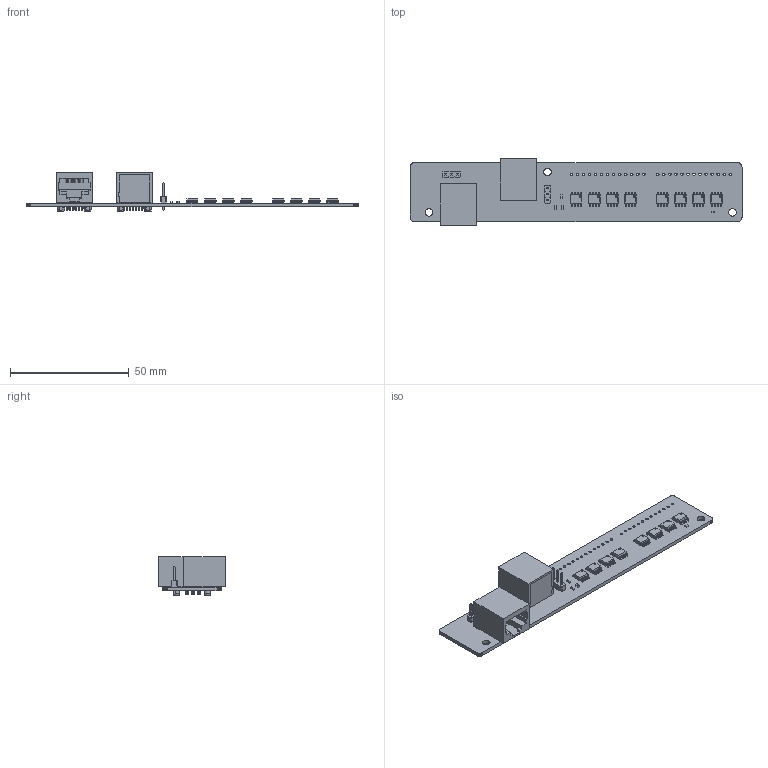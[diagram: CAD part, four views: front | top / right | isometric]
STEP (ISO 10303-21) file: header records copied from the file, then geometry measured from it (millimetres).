
FILE_DESCRIPTION(('KiCad electronic assembly'),'2;1');
FILE_NAME('ws2811-driver-24.step','2023-11-28T22:31:54',('Pcbnew'),( 'Kicad'),'Open CASCADE STEP processor 7.5','KiCad to STEP converter' ,'Unknown');
FILE_SCHEMA(('AUTOMOTIVE_DESIGN { 1 0 10303 214 1 1 1 1 }'));
Length unit declared in the file: millimetre
Products named in the file (12): ws2811-driver-24 1; SOIC-8_3.9x4.9mm_P1.27mm; SOLID; C_0603_1608Metric; PinHeader_1x03_P2.54mm_Vertical; R_0603_1608Metric; 54602-908LF; ws2811-driver-24 PCB
Assembly tree (22 placements, depth 3):
  ws2811-driver-24 1
    SOIC-8_3.9x4.9mm_P1.27mm  x8
      SOLID
    C_0603_1608Metric
      SOLID
    PinHeader_1x03_P2.54mm_Vertical  x2
      SOLID
    R_0603_1608Metric  x3
      SOLID
    54602-908LF  x2
      SOLID
    ws2811-driver-24 PCB
Bounding box: 140 x 28.28 x 16.2 mm (x, y, z)
Volume: 10628.8 mm3; surface area: 12813.4 mm2
Topology: 17 solids, 17 shells, 1843 faces, 4787 edges, 3022 vertices
Faces by surface type: plane 1132, cylinder 431, bspline 256, torus 16, cone 8
Full cylindrical faces by diameter (mm): 0.6 x8, 0.76 x16, 1 x32, 3.2 x7
Entity records: 40455 total; most frequent: CARTESIAN_POINT 11511, DIRECTION 4858, LINE 3229, VECTOR 3229, ORIENTED_EDGE 2682, PCURVE 2682, DEFINITIONAL_REPRESENTATION 2682, EDGE_CURVE 1341
